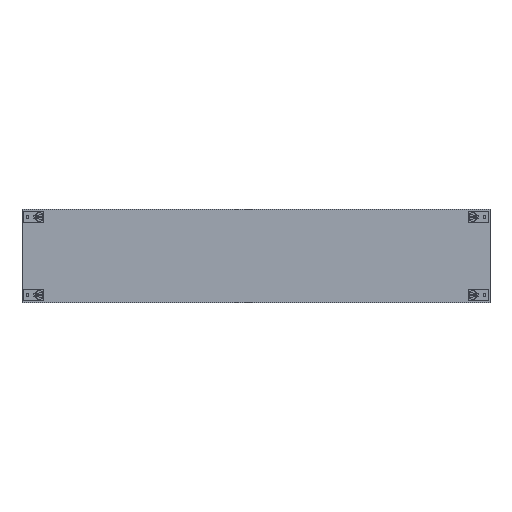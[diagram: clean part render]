
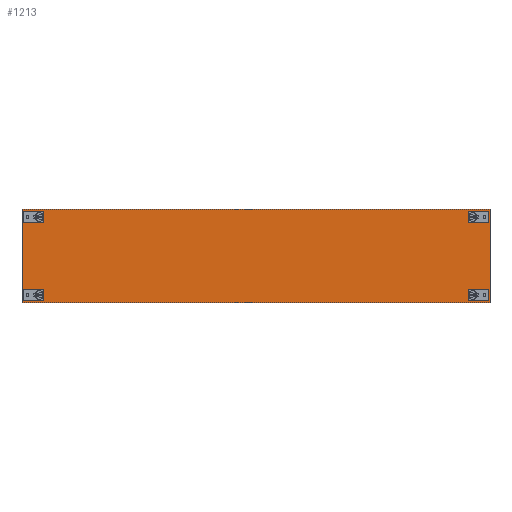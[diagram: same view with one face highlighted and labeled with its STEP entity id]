
A CAD part, top view. The second image highlights one B-rep face of the part: STEP entity #1213.
In plain terms, the highlighted planar face has unit normal (0, 0, 1).
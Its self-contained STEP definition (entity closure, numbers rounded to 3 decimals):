
#249=CARTESIAN_POINT('',(722.,37.5,1.));
#250=DIRECTION('',(0.,0.,1.));
#251=DIRECTION('',(0.896,0.445,0.));
#252=AXIS2_PLACEMENT_3D('',#249,#250,#251);
#257=DIRECTION('',(1.,0.,0.));
#258=VECTOR('',#257,5.239);
#259=CARTESIAN_POINT('',(726.411,35.31,1.));
#260=LINE('',#259,#258);
#264=DIRECTION('',(0.,1.,0.));
#265=VECTOR('',#264,4.38);
#266=CARTESIAN_POINT('',(731.65,35.31,1.));
#267=LINE('',#266,#265);
#271=DIRECTION('',(-1.,0.,0.));
#272=VECTOR('',#271,5.239);
#273=CARTESIAN_POINT('',(731.65,39.69,1.));
#274=LINE('',#273,#272);
#278=CARTESIAN_POINT('',(741.,37.5,1.));
#279=DIRECTION('',(0.,0.,1.));
#280=DIRECTION('',(-1.,0.,0.));
#281=AXIS2_PLACEMENT_3D('',#278,#279,#280);
#286=CARTESIAN_POINT('',(741.,37.5,1.));
#287=DIRECTION('',(0.,0.,1.));
#288=DIRECTION('',(1.,0.,0.));
#289=AXIS2_PLACEMENT_3D('',#286,#287,#288);
#294=CARTESIAN_POINT('',(741.,-87.5,1.));
#295=DIRECTION('',(0.,0.,1.));
#296=DIRECTION('',(1.,0.,0.));
#297=AXIS2_PLACEMENT_3D('',#294,#295,#296);
#302=CARTESIAN_POINT('',(741.,-87.5,1.));
#303=DIRECTION('',(0.,0.,1.));
#304=DIRECTION('',(-1.,0.,0.));
#305=AXIS2_PLACEMENT_3D('',#302,#303,#304);
#310=CARTESIAN_POINT('',(722.,-87.5,1.));
#311=DIRECTION('',(0.,0.,1.));
#312=DIRECTION('',(0.904,0.427,0.));
#313=AXIS2_PLACEMENT_3D('',#310,#311,#312);
#318=DIRECTION('',(1.,0.,0.));
#319=VECTOR('',#318,5.016);
#320=CARTESIAN_POINT('',(726.634,-89.69,1.));
#321=LINE('',#320,#319);
#325=DIRECTION('',(0.,1.,0.));
#326=VECTOR('',#325,4.38);
#327=CARTESIAN_POINT('',(731.65,-89.69,1.));
#328=LINE('',#327,#326);
#332=DIRECTION('',(-1.,0.,0.));
#333=VECTOR('',#332,5.016);
#334=CARTESIAN_POINT('',(731.65,-85.31,1.));
#335=LINE('',#334,#333);
#339=CARTESIAN_POINT('',(9.,37.5,1.));
#340=DIRECTION('',(0.,0.,1.));
#341=DIRECTION('',(1.,0.,0.));
#342=AXIS2_PLACEMENT_3D('',#339,#340,#341);
#347=CARTESIAN_POINT('',(9.,37.5,1.));
#348=DIRECTION('',(0.,0.,1.));
#349=DIRECTION('',(-1.,0.,0.));
#350=AXIS2_PLACEMENT_3D('',#347,#348,#349);
#355=CARTESIAN_POINT('',(28.,37.5,1.));
#356=DIRECTION('',(0.,0.,1.));
#357=DIRECTION('',(-0.896,-0.445,0.));
#358=AXIS2_PLACEMENT_3D('',#355,#356,#357);
#363=DIRECTION('',(-1.,0.,0.));
#364=VECTOR('',#363,5.239);
#365=CARTESIAN_POINT('',(23.589,39.69,1.));
#366=LINE('',#365,#364);
#370=DIRECTION('',(0.,-1.,0.));
#371=VECTOR('',#370,4.38);
#372=CARTESIAN_POINT('',(18.35,39.69,1.));
#373=LINE('',#372,#371);
#377=DIRECTION('',(1.,0.,0.));
#378=VECTOR('',#377,5.239);
#379=CARTESIAN_POINT('',(18.35,35.31,1.));
#380=LINE('',#379,#378);
#384=CARTESIAN_POINT('',(9.,-87.5,1.));
#385=DIRECTION('',(0.,0.,1.));
#386=DIRECTION('',(1.,0.,0.));
#387=AXIS2_PLACEMENT_3D('',#384,#385,#386);
#392=CARTESIAN_POINT('',(9.,-87.5,1.));
#393=DIRECTION('',(0.,0.,1.));
#394=DIRECTION('',(-1.,0.,0.));
#395=AXIS2_PLACEMENT_3D('',#392,#393,#394);
#400=CARTESIAN_POINT('',(28.,-87.5,1.));
#401=DIRECTION('',(0.,0.,1.));
#402=DIRECTION('',(-0.904,-0.427,0.));
#403=AXIS2_PLACEMENT_3D('',#400,#401,#402);
#408=DIRECTION('',(-1.,0.,0.));
#409=VECTOR('',#408,5.016);
#410=CARTESIAN_POINT('',(23.366,-85.31,1.));
#411=LINE('',#410,#409);
#415=DIRECTION('',(0.,-1.,0.));
#416=VECTOR('',#415,4.38);
#417=CARTESIAN_POINT('',(18.35,-85.31,1.));
#418=LINE('',#417,#416);
#422=DIRECTION('',(1.,0.,0.));
#423=VECTOR('',#422,5.016);
#424=CARTESIAN_POINT('',(18.35,-89.69,1.));
#425=LINE('',#424,#423);
#639=DIRECTION('',(-1.,0.,0.));
#640=VECTOR('',#639,750.);
#641=CARTESIAN_POINT('',(750.,50.,1.));
#642=LINE('',#641,#640);
#716=DIRECTION('',(0.,1.,0.));
#717=VECTOR('',#716,150.);
#718=CARTESIAN_POINT('',(750.,-100.,1.));
#719=LINE('',#718,#717);
#730=DIRECTION('',(1.,0.,0.));
#731=VECTOR('',#730,750.);
#732=CARTESIAN_POINT('',(0.,-100.,1.));
#733=LINE('',#732,#731);
#814=DIRECTION('',(0.,-1.,0.));
#815=VECTOR('',#814,150.);
#816=CARTESIAN_POINT('',(0.,50.,1.));
#817=LINE('',#816,#815);
#878=CARTESIAN_POINT('',(0.,50.,1.));
#879=CARTESIAN_POINT('',(0.,-100.,1.));
#880=VERTEX_POINT('',#878);
#881=VERTEX_POINT('',#879);
#882=CARTESIAN_POINT('',(13.25,37.5,1.));
#883=CARTESIAN_POINT('',(4.75,37.5,1.));
#884=VERTEX_POINT('',#882);
#885=VERTEX_POINT('',#883);
#886=CARTESIAN_POINT('',(23.589,39.69,1.));
#887=CARTESIAN_POINT('',(18.35,39.69,1.));
#888=VERTEX_POINT('',#886);
#889=VERTEX_POINT('',#887);
#890=CARTESIAN_POINT('',(18.35,35.31,1.));
#891=VERTEX_POINT('',#890);
#892=CARTESIAN_POINT('',(23.589,35.31,1.));
#893=VERTEX_POINT('',#892);
#894=CARTESIAN_POINT('',(13.25,-87.5,1.));
#895=CARTESIAN_POINT('',(4.75,-87.5,1.));
#896=VERTEX_POINT('',#894);
#897=VERTEX_POINT('',#895);
#898=CARTESIAN_POINT('',(23.366,-85.31,1.));
#899=CARTESIAN_POINT('',(18.35,-85.31,1.));
#900=VERTEX_POINT('',#898);
#901=VERTEX_POINT('',#899);
#902=CARTESIAN_POINT('',(18.35,-89.69,1.));
#903=VERTEX_POINT('',#902);
#904=CARTESIAN_POINT('',(23.366,-89.69,1.));
#905=VERTEX_POINT('',#904);
#950=CARTESIAN_POINT('',(726.411,35.31,1.));
#951=VERTEX_POINT('',#950);
#952=CARTESIAN_POINT('',(726.411,39.69,1.));
#953=VERTEX_POINT('',#952);
#954=CARTESIAN_POINT('',(731.65,35.31,1.));
#955=VERTEX_POINT('',#954);
#956=CARTESIAN_POINT('',(731.65,39.69,1.));
#957=VERTEX_POINT('',#956);
#958=CARTESIAN_POINT('',(736.75,37.5,1.));
#959=CARTESIAN_POINT('',(745.25,37.5,1.));
#960=VERTEX_POINT('',#958);
#961=VERTEX_POINT('',#959);
#962=CARTESIAN_POINT('',(726.634,-89.69,1.));
#963=CARTESIAN_POINT('',(731.65,-89.69,1.));
#964=VERTEX_POINT('',#962);
#965=VERTEX_POINT('',#963);
#966=CARTESIAN_POINT('',(731.65,-85.31,1.));
#967=VERTEX_POINT('',#966);
#968=CARTESIAN_POINT('',(726.634,-85.31,1.));
#969=VERTEX_POINT('',#968);
#970=CARTESIAN_POINT('',(745.25,-87.5,1.));
#971=CARTESIAN_POINT('',(736.75,-87.5,1.));
#972=VERTEX_POINT('',#970);
#973=VERTEX_POINT('',#971);
#976=CARTESIAN_POINT('',(750.,50.,1.));
#977=VERTEX_POINT('',#976);
#980=CARTESIAN_POINT('',(750.,-100.,1.));
#981=VERTEX_POINT('',#980);
#1138=CARTESIAN_POINT('',(0.,0.,1.));
#1139=DIRECTION('',(0.,0.,1.));
#1140=DIRECTION('',(1.,0.,0.));
#1141=AXIS2_PLACEMENT_3D('',#1138,#1139,#1140);
#1142=PLANE('',#1141);
#1144=ORIENTED_EDGE('',*,*,#1143,.F.);
#1146=ORIENTED_EDGE('',*,*,#1145,.F.);
#1148=ORIENTED_EDGE('',*,*,#1147,.F.);
#1150=ORIENTED_EDGE('',*,*,#1149,.F.);
#1151=EDGE_LOOP('',(#1144,#1146,#1148,#1150));
#1152=FACE_OUTER_BOUND('',#1151,.F.);
#1154=ORIENTED_EDGE('',*,*,#1153,.T.);
#1156=ORIENTED_EDGE('',*,*,#1155,.T.);
#1157=EDGE_LOOP('',(#1154,#1156));
#1158=FACE_BOUND('',#1157,.F.);
#1160=ORIENTED_EDGE('',*,*,#1159,.T.);
#1162=ORIENTED_EDGE('',*,*,#1161,.T.);
#1163=EDGE_LOOP('',(#1160,#1162));
#1164=FACE_BOUND('',#1163,.F.);
#1166=ORIENTED_EDGE('',*,*,#1165,.T.);
#1168=ORIENTED_EDGE('',*,*,#1167,.T.);
#1170=ORIENTED_EDGE('',*,*,#1169,.T.);
#1172=ORIENTED_EDGE('',*,*,#1171,.T.);
#1173=EDGE_LOOP('',(#1166,#1168,#1170,#1172));
#1174=FACE_BOUND('',#1173,.F.);
#1176=ORIENTED_EDGE('',*,*,#1175,.T.);
#1178=ORIENTED_EDGE('',*,*,#1177,.T.);
#1179=EDGE_LOOP('',(#1176,#1178));
#1180=FACE_BOUND('',#1179,.F.);
#1182=ORIENTED_EDGE('',*,*,#1181,.T.);
#1184=ORIENTED_EDGE('',*,*,#1183,.T.);
#1186=ORIENTED_EDGE('',*,*,#1185,.T.);
#1188=ORIENTED_EDGE('',*,*,#1187,.T.);
#1189=EDGE_LOOP('',(#1182,#1184,#1186,#1188));
#1190=FACE_BOUND('',#1189,.F.);
#1192=ORIENTED_EDGE('',*,*,#1191,.T.);
#1194=ORIENTED_EDGE('',*,*,#1193,.T.);
#1195=EDGE_LOOP('',(#1192,#1194));
#1196=FACE_BOUND('',#1195,.F.);
#1198=ORIENTED_EDGE('',*,*,#1197,.T.);
#1200=ORIENTED_EDGE('',*,*,#1199,.T.);
#1202=ORIENTED_EDGE('',*,*,#1201,.T.);
#1204=ORIENTED_EDGE('',*,*,#1203,.T.);
#1205=EDGE_LOOP('',(#1198,#1200,#1202,#1204));
#1206=FACE_BOUND('',#1205,.F.);
#1207=ORIENTED_EDGE('',*,*,#1090,.T.);
#1208=ORIENTED_EDGE('',*,*,#1105,.T.);
#1209=ORIENTED_EDGE('',*,*,#1119,.T.);
#1210=ORIENTED_EDGE('',*,*,#1132,.T.);
#1211=EDGE_LOOP('',(#1207,#1208,#1209,#1210));
#1212=FACE_BOUND('',#1211,.F.);
#253=CIRCLE('',#252,4.925);
#282=CIRCLE('',#281,4.25);
#290=CIRCLE('',#289,4.25);
#298=CIRCLE('',#297,4.25);
#306=CIRCLE('',#305,4.25);
#314=CIRCLE('',#313,5.125);
#343=CIRCLE('',#342,4.25);
#351=CIRCLE('',#350,4.25);
#359=CIRCLE('',#358,4.925);
#388=CIRCLE('',#387,4.25);
#396=CIRCLE('',#395,4.25);
#404=CIRCLE('',#403,5.125);
#1090=EDGE_CURVE('',#953,#951,#253,.T.);
#1105=EDGE_CURVE('',#951,#955,#260,.T.);
#1119=EDGE_CURVE('',#955,#957,#267,.T.);
#1132=EDGE_CURVE('',#957,#953,#274,.T.);
#1143=EDGE_CURVE('',#977,#880,#642,.T.);
#1145=EDGE_CURVE('',#981,#977,#719,.T.);
#1147=EDGE_CURVE('',#881,#981,#733,.T.);
#1149=EDGE_CURVE('',#880,#881,#817,.T.);
#1153=EDGE_CURVE('',#960,#961,#282,.T.);
#1155=EDGE_CURVE('',#961,#960,#290,.T.);
#1159=EDGE_CURVE('',#972,#973,#298,.T.);
#1161=EDGE_CURVE('',#973,#972,#306,.T.);
#1165=EDGE_CURVE('',#969,#964,#314,.T.);
#1167=EDGE_CURVE('',#964,#965,#321,.T.);
#1169=EDGE_CURVE('',#965,#967,#328,.T.);
#1171=EDGE_CURVE('',#967,#969,#335,.T.);
#1175=EDGE_CURVE('',#884,#885,#343,.T.);
#1177=EDGE_CURVE('',#885,#884,#351,.T.);
#1181=EDGE_CURVE('',#893,#888,#359,.T.);
#1183=EDGE_CURVE('',#888,#889,#366,.T.);
#1185=EDGE_CURVE('',#889,#891,#373,.T.);
#1187=EDGE_CURVE('',#891,#893,#380,.T.);
#1191=EDGE_CURVE('',#896,#897,#388,.T.);
#1193=EDGE_CURVE('',#897,#896,#396,.T.);
#1197=EDGE_CURVE('',#905,#900,#404,.T.);
#1199=EDGE_CURVE('',#900,#901,#411,.T.);
#1201=EDGE_CURVE('',#901,#903,#418,.T.);
#1203=EDGE_CURVE('',#903,#905,#425,.T.);
#1213=ADVANCED_FACE('',(#1152,#1158,#1164,#1174,#1180,#1190,#1196,#1206,#1212),
#1142,.T.);
